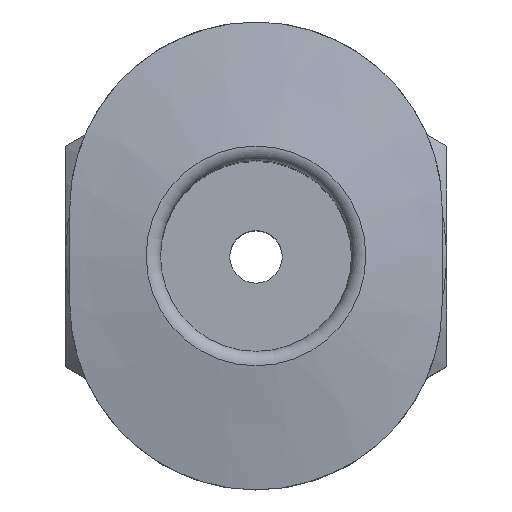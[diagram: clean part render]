
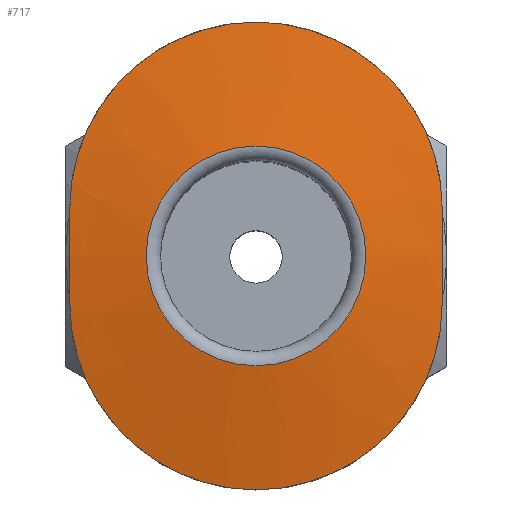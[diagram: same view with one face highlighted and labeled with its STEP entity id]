
A CAD part, top view. The second image highlights one B-rep face of the part: STEP entity #717.
In plain terms, the highlighted conical face has half-angle 80 degrees and reference radius 2.3 mm.
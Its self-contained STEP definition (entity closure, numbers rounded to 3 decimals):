
#80=CIRCLE('',#770,2.3);
#145=ORIENTED_EDGE('',*,*,#240,.F.);
#146=ORIENTED_EDGE('',*,*,#237,.F.);
#147=ORIENTED_EDGE('',*,*,#244,.F.);
#148=ORIENTED_EDGE('',*,*,#242,.F.);
#149=ORIENTED_EDGE('',*,*,#245,.T.);
#237=EDGE_CURVE('',#290,#291,#325,.T.);
#240=EDGE_CURVE('',#291,#292,#326,.T.);
#242=EDGE_CURVE('',#292,#293,#327,.T.);
#244=EDGE_CURVE('',#293,#290,#328,.T.);
#245=EDGE_CURVE('',#294,#294,#80,.T.);
#290=VERTEX_POINT('',#1038);
#291=VERTEX_POINT('',#1039);
#292=VERTEX_POINT('',#1047);
#293=VERTEX_POINT('',#1057);
#294=VERTEX_POINT('',#1066);
#325=B_SPLINE_CURVE_WITH_KNOTS('',3,(#1031,#1032,#1033,#1034,#1035,#1036,
#1037),.UNSPECIFIED.,.F.,.F.,(4,1,1,1,4),(0.,0.003,
0.006,0.009,0.012),
 .UNSPECIFIED.);
#326=B_SPLINE_CURVE_WITH_KNOTS('',3,(#1043,#1044,#1045,#1046),
 .UNSPECIFIED.,.F.,.F.,(4,4),(0.002,0.004),
 .UNSPECIFIED.);
#327=B_SPLINE_CURVE_WITH_KNOTS('',3,(#1050,#1051,#1052,#1053,#1054,#1055,
#1056),.UNSPECIFIED.,.F.,.F.,(4,1,1,1,4),(0.,0.003,
0.006,0.009,0.012),
 .UNSPECIFIED.);
#328=B_SPLINE_CURVE_WITH_KNOTS('',3,(#1060,#1061,#1062,#1063),
 .UNSPECIFIED.,.F.,.F.,(4,4),(0.002,0.004),
 .UNSPECIFIED.);
#355=EDGE_LOOP('',(#145,#146,#147,#148));
#356=EDGE_LOOP('',(#149));
#409=FACE_BOUND('',#355,.T.);
#410=FACE_BOUND('',#356,.T.);
#450=CONICAL_SURFACE('',#769,2.3,1.396);
#717=ADVANCED_FACE('',(#409,#410),#450,.T.);
#769=AXIS2_PLACEMENT_3D('',#1064,#864,#865);
#770=AXIS2_PLACEMENT_3D('',#1065,#866,#867);
#864=DIRECTION('',(0.,0.,-1.));
#865=DIRECTION('',(-1.,0.,0.));
#866=DIRECTION('',(0.,0.,-1.));
#867=DIRECTION('',(-1.,0.,0.));
#1031=CARTESIAN_POINT('',(-3.9,1.,12.896));
#1032=CARTESIAN_POINT('',(-3.9,2.029,12.851));
#1033=CARTESIAN_POINT('',(-3.059,4.048,12.771));
#1034=CARTESIAN_POINT('',(0.,5.325,12.727));
#1035=CARTESIAN_POINT('',(3.056,4.051,12.771));
#1036=CARTESIAN_POINT('',(3.9,2.029,12.851));
#1037=CARTESIAN_POINT('',(3.9,1.,12.896));
#1038=CARTESIAN_POINT('',(-3.9,1.,12.896));
#1039=CARTESIAN_POINT('',(3.9,1.,12.896));
#1043=CARTESIAN_POINT('',(3.9,1.,12.896));
#1044=CARTESIAN_POINT('',(3.9,0.334,12.925));
#1045=CARTESIAN_POINT('',(3.9,-0.333,12.925));
#1046=CARTESIAN_POINT('',(3.9,-1.,12.896));
#1047=CARTESIAN_POINT('',(3.9,-1.,12.896));
#1050=CARTESIAN_POINT('',(3.9,-1.,12.896));
#1051=CARTESIAN_POINT('',(3.9,-2.029,12.851));
#1052=CARTESIAN_POINT('',(3.059,-4.048,12.771));
#1053=CARTESIAN_POINT('',(0.,-5.325,12.727));
#1054=CARTESIAN_POINT('',(-3.056,-4.051,12.771));
#1055=CARTESIAN_POINT('',(-3.9,-2.029,12.851));
#1056=CARTESIAN_POINT('',(-3.9,-1.,12.896));
#1057=CARTESIAN_POINT('',(-3.9,-1.,12.896));
#1060=CARTESIAN_POINT('',(-3.9,-1.,12.896));
#1061=CARTESIAN_POINT('',(-3.9,-0.334,12.925));
#1062=CARTESIAN_POINT('',(-3.9,0.333,12.925));
#1063=CARTESIAN_POINT('',(-3.9,1.,12.896));
#1064=CARTESIAN_POINT('',(0.,0.,13.2));
#1065=CARTESIAN_POINT('',(0.,0.,13.2));
#1066=CARTESIAN_POINT('',(-2.3,0.,13.2));
